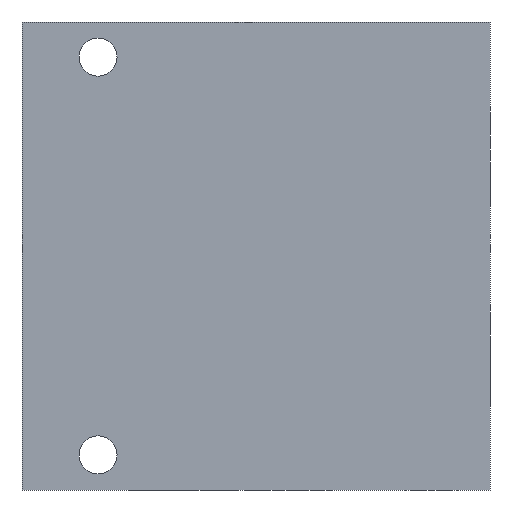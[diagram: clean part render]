
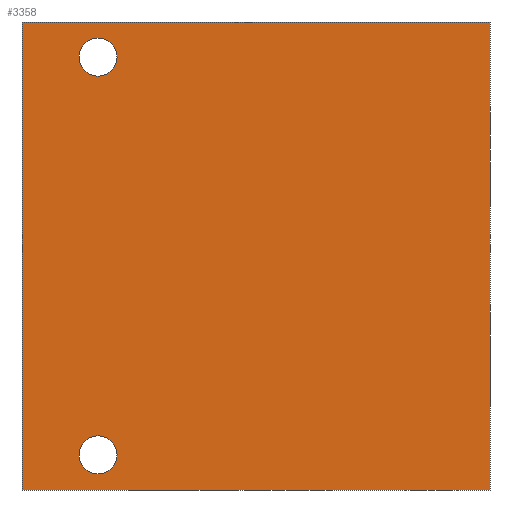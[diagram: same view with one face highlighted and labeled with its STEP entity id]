
A CAD part, left-side view. The second image highlights one B-rep face of the part: STEP entity #3358.
In plain terms, the highlighted planar face has unit normal (-1, 0, 0).
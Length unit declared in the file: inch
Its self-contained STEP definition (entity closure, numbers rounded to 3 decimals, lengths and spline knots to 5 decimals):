
#1=DIRECTION('',(0.,-1.,0.));
#2=VECTOR('',#1,5.);
#3=CARTESIAN_POINT('',(0.,0.,0.));
#4=LINE('',#3,#2);
#47=DIRECTION('',(0.,0.,1.));
#48=VECTOR('',#47,5.);
#49=CARTESIAN_POINT('',(0.,0.,0.));
#50=LINE('',#49,#48);
#51=CARTESIAN_POINT('',(0.,-0.812,4.625));
#52=DIRECTION('',(-1.,0.,0.));
#53=DIRECTION('',(0.,1.,0.));
#54=AXIS2_PLACEMENT_3D('',#51,#52,#53);
#56=CARTESIAN_POINT('',(0.,-0.812,4.625));
#57=DIRECTION('',(-1.,0.,0.));
#58=DIRECTION('',(0.,-1.,0.));
#59=AXIS2_PLACEMENT_3D('',#56,#57,#58);
#61=CARTESIAN_POINT('',(0.,-0.812,0.375));
#62=DIRECTION('',(-1.,0.,0.));
#63=DIRECTION('',(0.,1.,0.));
#64=AXIS2_PLACEMENT_3D('',#61,#62,#63);
#66=CARTESIAN_POINT('',(0.,-0.812,0.375));
#67=DIRECTION('',(-1.,0.,0.));
#68=DIRECTION('',(0.,-1.,0.));
#69=AXIS2_PLACEMENT_3D('',#66,#67,#68);
#139=DIRECTION('',(0.,0.,1.));
#140=VECTOR('',#139,5.);
#141=CARTESIAN_POINT('',(0.,-5.,0.));
#142=LINE('',#141,#140);
#163=DIRECTION('',(0.,-1.,0.));
#164=VECTOR('',#163,5.);
#165=CARTESIAN_POINT('',(0.,0.,5.));
#166=LINE('',#165,#164);
#2945=CARTESIAN_POINT('',(0.,0.,0.));
#2946=CARTESIAN_POINT('',(0.,-5.,0.));
#2947=VERTEX_POINT('',#2945);
#2948=VERTEX_POINT('',#2946);
#2953=CARTESIAN_POINT('',(0.,0.,5.));
#2954=CARTESIAN_POINT('',(0.,-5.,5.));
#2955=VERTEX_POINT('',#2953);
#2956=VERTEX_POINT('',#2954);
#3050=CARTESIAN_POINT('',(0.,-0.609,4.625));
#3051=CARTESIAN_POINT('',(0.,-1.015,4.625));
#3052=VERTEX_POINT('',#3050);
#3053=VERTEX_POINT('',#3051);
#3058=CARTESIAN_POINT('',(0.,-0.609,0.375));
#3059=CARTESIAN_POINT('',(0.,-1.015,0.375));
#3060=VERTEX_POINT('',#3058);
#3061=VERTEX_POINT('',#3059);
#3332=CARTESIAN_POINT('',(0.,0.,0.));
#3333=DIRECTION('',(-1.,0.,0.));
#3334=DIRECTION('',(0.,-1.,0.));
#3335=AXIS2_PLACEMENT_3D('',#3332,#3333,#3334);
#3336=PLANE('',#3335);
#3337=ORIENTED_EDGE('',*,*,#3303,.F.);
#3339=ORIENTED_EDGE('',*,*,#3338,.T.);
#3341=ORIENTED_EDGE('',*,*,#3340,.T.);
#3343=ORIENTED_EDGE('',*,*,#3342,.F.);
#3344=EDGE_LOOP('',(#3337,#3339,#3341,#3343));
#3345=FACE_OUTER_BOUND('',#3344,.F.);
#3347=ORIENTED_EDGE('',*,*,#3346,.T.);
#3349=ORIENTED_EDGE('',*,*,#3348,.T.);
#3350=EDGE_LOOP('',(#3347,#3349));
#3351=FACE_BOUND('',#3350,.F.);
#3353=ORIENTED_EDGE('',*,*,#3352,.T.);
#3355=ORIENTED_EDGE('',*,*,#3354,.T.);
#3356=EDGE_LOOP('',(#3353,#3355));
#3357=FACE_BOUND('',#3356,.F.);
#3358=ADVANCED_FACE('',(#3345,#3351,#3357),#3336,.T.);
#55=CIRCLE('',#54,0.203);
#60=CIRCLE('',#59,0.203);
#65=CIRCLE('',#64,0.203);
#70=CIRCLE('',#69,0.203);
#3303=EDGE_CURVE('',#2947,#2948,#4,.T.);
#3338=EDGE_CURVE('',#2947,#2955,#50,.T.);
#3340=EDGE_CURVE('',#2955,#2956,#166,.T.);
#3342=EDGE_CURVE('',#2948,#2956,#142,.T.);
#3346=EDGE_CURVE('',#3052,#3053,#55,.T.);
#3348=EDGE_CURVE('',#3053,#3052,#60,.T.);
#3352=EDGE_CURVE('',#3060,#3061,#65,.T.);
#3354=EDGE_CURVE('',#3061,#3060,#70,.T.);
